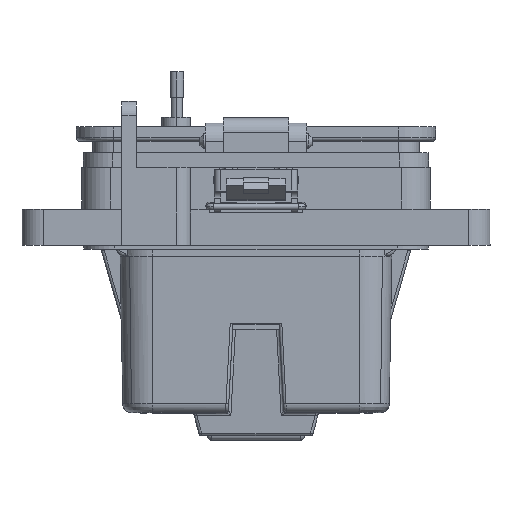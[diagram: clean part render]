
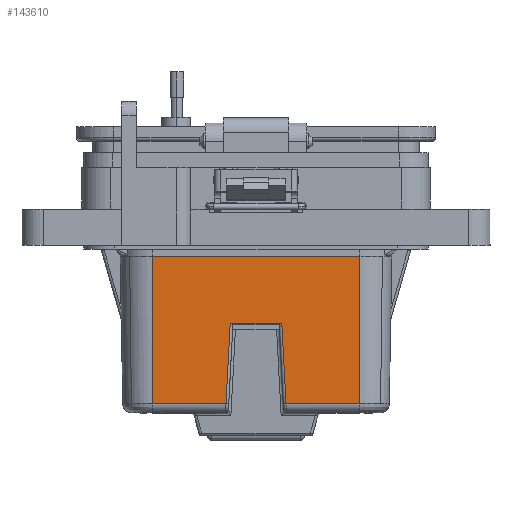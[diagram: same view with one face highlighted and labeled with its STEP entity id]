
A CAD part, front view. The second image highlights one B-rep face of the part: STEP entity #143610.
In plain terms, the highlighted face is planar.
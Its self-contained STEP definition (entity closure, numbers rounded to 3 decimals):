
#3691 = DIRECTION ( 'NONE',  ( 1., 0., -0.017 ) ) ;
#7594 = EDGE_CURVE ( 'NONE', #159235, #169809, #81510, .T. ) ;
#8689 = DIRECTION ( 'NONE',  ( 0., 1., 0. ) ) ;
#12837 = CARTESIAN_POINT ( 'NONE',  ( 23.658, 0., -21.031 ) ) ;
#13840 = CARTESIAN_POINT ( 'NONE',  ( 23.659, -7.11, -20.991 ) ) ;
#23171 = CARTESIAN_POINT ( 'NONE',  ( 23.271, 8.275, -43.224 ) ) ;
#28668 = LINE ( 'NONE', #12837, #187630 ) ;
#34344 = FACE_OUTER_BOUND ( 'NONE', #164252, .T. ) ;
#37089 = EDGE_CURVE ( 'NONE', #169809, #93276, #54687, .T. ) ;
#37998 = DIRECTION ( 'NONE',  ( 0.017, 0., 1. ) ) ;
#41788 = DIRECTION ( 'NONE',  ( -0.017, 0., -1. ) ) ;
#42162 = EDGE_CURVE ( 'NONE', #98273, #123765, #188529, .T. ) ;
#42744 = CARTESIAN_POINT ( 'NONE',  ( 23.981, -28.553, -2.54 ) ) ;
#45912 = VERTEX_POINT ( 'NONE', #102529 ) ;
#47180 = EDGE_CURVE ( 'NONE', #98273, #67333, #28668, .T. ) ;
#54687 = LINE ( 'NONE', #42744, #70809 ) ;
#58345 = DIRECTION ( 'NONE',  ( 0., -1., 0. ) ) ;
#58354 = ORIENTED_EDGE ( 'NONE', *, *, #121503, .T. ) ;
#58779 = CARTESIAN_POINT ( 'NONE',  ( 23.271, -7.644, -43.224 ) ) ;
#67333 = VERTEX_POINT ( 'NONE', #88207 ) ;
#70809 = VECTOR ( 'NONE', #41788, 1000. ) ;
#71160 = ORIENTED_EDGE ( 'NONE', *, *, #190054, .T. ) ;
#72685 = AXIS2_PLACEMENT_3D ( 'NONE', #109535, #3691, #155020 ) ;
#74522 = DIRECTION ( 'NONE',  ( 0., 1., 0. ) ) ;
#75057 = ORIENTED_EDGE ( 'NONE', *, *, #84698, .T. ) ;
#78515 = VECTOR ( 'NONE', #186350, 1000. ) ;
#81510 = LINE ( 'NONE', #171516, #78515 ) ;
#84698 = EDGE_CURVE ( 'NONE', #93276, #45912, #194313, .T. ) ;
#88207 = CARTESIAN_POINT ( 'NONE',  ( 23.658, -7.112, -21.031 ) ) ;
#93276 = VERTEX_POINT ( 'NONE', #166930 ) ;
#94348 = ORIENTED_EDGE ( 'NONE', *, *, #7594, .T. ) ;
#95027 = ORIENTED_EDGE ( 'NONE', *, *, #123728, .T. ) ;
#98273 = VERTEX_POINT ( 'NONE', #161412 ) ;
#98305 = LINE ( 'NONE', #128023, #136615 ) ;
#102529 = CARTESIAN_POINT ( 'NONE',  ( 23.271, -8.275, -43.224 ) ) ;
#104537 = CARTESIAN_POINT ( 'NONE',  ( 23.271, 28.553, -43.224 ) ) ;
#109535 = CARTESIAN_POINT ( 'NONE',  ( 23.981, 0., -2.54 ) ) ;
#116287 = CARTESIAN_POINT ( 'NONE',  ( 23.271, 8.273, -43.184 ) ) ;
#116424 = CARTESIAN_POINT ( 'NONE',  ( 23.981, -28.553, -2.54 ) ) ;
#121503 = EDGE_CURVE ( 'NONE', #123765, #177079, #181328, .T. ) ;
#123728 = EDGE_CURVE ( 'NONE', #177079, #159235, #98305, .T. ) ;
#123765 = VERTEX_POINT ( 'NONE', #23171 ) ;
#125730 = ORIENTED_EDGE ( 'NONE', *, *, #37089, .T. ) ;
#128023 = CARTESIAN_POINT ( 'NONE',  ( 23.981, 28.553, -2.54 ) ) ;
#136042 = VECTOR ( 'NONE', #160787, 1000. ) ;
#136615 = VECTOR ( 'NONE', #37998, 1000. ) ;
#140255 = ORIENTED_EDGE ( 'NONE', *, *, #47180, .F. ) ;
#140776 = ORIENTED_EDGE ( 'NONE', *, *, #42162, .T. ) ;
#143610 = ADVANCED_FACE ( 'NONE', ( #34344 ), #183730, .T. ) ;
#147450 = DIRECTION ( 'NONE',  ( 0.017, 0.052, 0.998 ) ) ;
#148403 = LINE ( 'NONE', #13840, #151911 ) ;
#151658 = CARTESIAN_POINT ( 'NONE',  ( 23.271, 28.553, -43.224 ) ) ;
#151911 = VECTOR ( 'NONE', #147450, 1000. ) ;
#155020 = DIRECTION ( 'NONE',  ( -0.017, 0., -1. ) ) ;
#159235 = VERTEX_POINT ( 'NONE', #160788 ) ;
#160787 = DIRECTION ( 'NONE',  ( -0.017, 0.052, -0.998 ) ) ;
#160788 = CARTESIAN_POINT ( 'NONE',  ( 23.981, 28.553, -2.54 ) ) ;
#161412 = CARTESIAN_POINT ( 'NONE',  ( 23.658, 7.112, -21.031 ) ) ;
#164252 = EDGE_LOOP ( 'NONE', ( #75057, #71160, #140255, #140776, #58354, #95027, #94348, #125730 ) ) ;
#166930 = CARTESIAN_POINT ( 'NONE',  ( 23.271, -28.553, -43.224 ) ) ;
#169809 = VERTEX_POINT ( 'NONE', #116424 ) ;
#171516 = CARTESIAN_POINT ( 'NONE',  ( 23.981, 0., -2.54 ) ) ;
#177079 = VERTEX_POINT ( 'NONE', #104537 ) ;
#181328 = LINE ( 'NONE', #151658, #190270 ) ;
#183730 = PLANE ( 'NONE',  #72685 ) ;
#185785 = VECTOR ( 'NONE', #8689, 1000. ) ;
#186350 = DIRECTION ( 'NONE',  ( 0., -1., 0. ) ) ;
#187630 = VECTOR ( 'NONE', #58345, 1000. ) ;
#188529 = LINE ( 'NONE', #116287, #136042 ) ;
#190054 = EDGE_CURVE ( 'NONE', #45912, #67333, #148403, .T. ) ;
#190270 = VECTOR ( 'NONE', #74522, 1000. ) ;
#194313 = LINE ( 'NONE', #58779, #185785 ) ;
